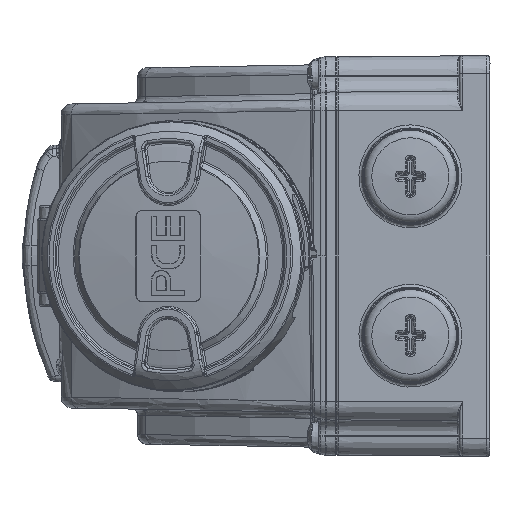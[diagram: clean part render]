
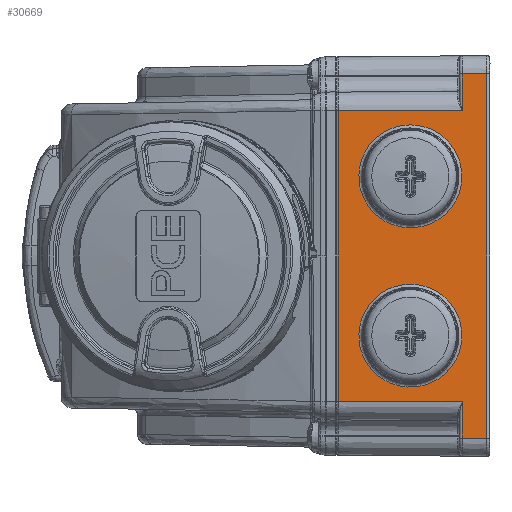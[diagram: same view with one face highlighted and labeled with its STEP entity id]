
A CAD part, left-side view. The second image highlights one B-rep face of the part: STEP entity #30669.
In plain terms, the highlighted planar face has unit normal (-1, 0.009, 0).
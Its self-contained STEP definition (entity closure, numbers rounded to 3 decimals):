
#175 = DIRECTION ( 'NONE',  ( -0.009, -1., 0. ) ) ;
#3049 = EDGE_CURVE ( 'NONE', #47432, #98634, #55041, .T. ) ;
#3992 = LINE ( 'NONE', #55326, #65549 ) ;
#6002 = VECTOR ( 'NONE', #175, 1000. ) ;
#8955 = ORIENTED_EDGE ( 'NONE', *, *, #85889, .T. ) ;
#10689 = ORIENTED_EDGE ( 'NONE', *, *, #106274, .T. ) ;
#11016 = DIRECTION ( 'NONE',  ( 0.009, 1., 0. ) ) ;
#11346 = EDGE_LOOP ( 'NONE', ( #80264, #105596, #10689, #48392, #108783, #109656, #8955, #129547 ) ) ;
#12226 = VECTOR ( 'NONE', #25826, 1000. ) ;
#13041 = EDGE_CURVE ( 'NONE', #34439, #124156, #94791, .T. ) ;
#15858 = CARTESIAN_POINT ( 'NONE',  ( -170.358, -41.926, -47.5 ) ) ;
#18865 = EDGE_LOOP ( 'NONE', ( #136673 ) ) ;
#21110 = EDGE_LOOP ( 'NONE', ( #74904 ) ) ;
#24301 = VECTOR ( 'NONE', #129168, 1000. ) ;
#25826 = DIRECTION ( 'NONE',  ( 0., 0., -1. ) ) ;
#29714 = CARTESIAN_POINT ( 'NONE',  ( -170.428, -49.926, -59.436 ) ) ;
#30435 = CARTESIAN_POINT ( 'NONE',  ( -170.358, -41.926, 47.5 ) ) ;
#30669 = ADVANCED_FACE ( 'NONE', ( #98276, #87447, #56592 ), #33759, .T. ) ;
#33759 = PLANE ( 'NONE',  #64863 ) ;
#34439 = VERTEX_POINT ( 'NONE', #140029 ) ;
#36435 = EDGE_CURVE ( 'NONE', #47437, #47437, #100985, .T. ) ;
#38035 = DIRECTION ( 'NONE',  ( 0., 0., 1. ) ) ;
#41435 =( BOUNDED_CURVE ( )  B_SPLINE_CURVE ( 3, ( #93905, #117167, #47775, #128813, #59389, #140547, #71086 ),
 .UNSPECIFIED., .T., .F. ) 
 B_SPLINE_CURVE_WITH_KNOTS ( ( 4, 3, 4 ),
 ( 0., 3.142, 6.283 ),
 .UNSPECIFIED. ) 
 CURVE ( )  GEOMETRIC_REPRESENTATION_ITEM ( )  RATIONAL_B_SPLINE_CURVE ( ( 1., 0.333, 0.333, 1., 0.333, 0.333, 1. ) ) 
 REPRESENTATION_ITEM ( '' )  );
#41515 = LINE ( 'NONE', #107385, #48821 ) ;
#41995 = CARTESIAN_POINT ( 'NONE',  ( -170.356, -41.743, -26. ) ) ;
#42072 = DIRECTION ( 'NONE',  ( 0., 0., -1. ) ) ;
#43736 = CARTESIAN_POINT ( 'NONE',  ( -170.358, -41.926, 47.5 ) ) ;
#47432 = VERTEX_POINT ( 'NONE', #119556 ) ;
#47437 = VERTEX_POINT ( 'NONE', #94041 ) ;
#47775 = CARTESIAN_POINT ( 'NONE',  ( -170.063, -8.143, -7.6 ) ) ;
#48392 = ORIENTED_EDGE ( 'NONE', *, *, #3049, .T. ) ;
#48821 = VECTOR ( 'NONE', #38035, 1000. ) ;
#53637 = CARTESIAN_POINT ( 'NONE',  ( -170.063, -8.143, -59.6 ) ) ;
#55041 = LINE ( 'NONE', #94249, #24301 ) ;
#55326 = CARTESIAN_POINT ( 'NONE',  ( -170., -0.934, -47.5 ) ) ;
#56592 = FACE_OUTER_BOUND ( 'NONE', #11346, .T. ) ;
#59389 = CARTESIAN_POINT ( 'NONE',  ( -170.063, -8.143, 59.6 ) ) ;
#62468 = LINE ( 'NONE', #137492, #124052 ) ;
#64863 = AXIS2_PLACEMENT_3D ( 'NONE', #68718, #80401, #11016 ) ;
#65301 = CARTESIAN_POINT ( 'NONE',  ( -170.063, -8.143, 7.6 ) ) ;
#65549 = VECTOR ( 'NONE', #136427, 1000. ) ;
#66077 = CARTESIAN_POINT ( 'NONE',  ( -170.004, -1.43, -47.5 ) ) ;
#66208 = VERTEX_POINT ( 'NONE', #15858 ) ;
#68105 = DIRECTION ( 'NONE',  ( 0.009, 1., 0. ) ) ;
#68718 = CARTESIAN_POINT ( 'NONE',  ( -170., -0.934, 47.5 ) ) ;
#71086 = CARTESIAN_POINT ( 'NONE',  ( -170.356, -41.743, 26. ) ) ;
#71727 = CARTESIAN_POINT ( 'NONE',  ( -170.356, -41.743, 26. ) ) ;
#74904 = ORIENTED_EDGE ( 'NONE', *, *, #36435, .T. ) ;
#76949 = CARTESIAN_POINT ( 'NONE',  ( -170.356, -41.743, -26. ) ) ;
#80264 = ORIENTED_EDGE ( 'NONE', *, *, #127335, .T. ) ;
#80401 = DIRECTION ( 'NONE',  ( -1., 0.009, 0. ) ) ;
#82643 = VERTEX_POINT ( 'NONE', #66077 ) ;
#85678 = CARTESIAN_POINT ( 'NONE',  ( -170.004, -1.43, 47.5 ) ) ;
#85889 = EDGE_CURVE ( 'NONE', #34439, #119048, #126081, .T. ) ;
#87042 = EDGE_CURVE ( 'NONE', #119048, #90197, #62468, .T. ) ;
#87447 = FACE_BOUND ( 'NONE', #18865, .T. ) ;
#88423 = EDGE_CURVE ( 'NONE', #121680, #121680, #41435, .T. ) ;
#90197 = VERTEX_POINT ( 'NONE', #85678 ) ;
#93249 = EDGE_CURVE ( 'NONE', #98634, #124156, #41515, .T. ) ;
#93905 = CARTESIAN_POINT ( 'NONE',  ( -170.356, -41.743, 26. ) ) ;
#94041 = CARTESIAN_POINT ( 'NONE',  ( -170.356, -41.743, -26. ) ) ;
#94249 = CARTESIAN_POINT ( 'NONE',  ( -170.436, -50.934, -59.436 ) ) ;
#94791 = LINE ( 'NONE', #138918, #6002 ) ;
#95186 = CARTESIAN_POINT ( 'NONE',  ( -170.004, -1.43, -47.5 ) ) ;
#98276 = FACE_BOUND ( 'NONE', #21110, .T. ) ;
#98634 = VERTEX_POINT ( 'NONE', #29714 ) ;
#100975 = CARTESIAN_POINT ( 'NONE',  ( -170.358, -41.926, -59.436 ) ) ;
#100985 =( BOUNDED_CURVE ( )  B_SPLINE_CURVE ( 3, ( #41995, #123022, #53637, #134738, #65301, #146419, #76949 ),
 .UNSPECIFIED., .T., .F. ) 
 B_SPLINE_CURVE_WITH_KNOTS ( ( 4, 3, 4 ),
 ( 0., 3.142, 6.283 ),
 .UNSPECIFIED. ) 
 CURVE ( )  GEOMETRIC_REPRESENTATION_ITEM ( )  RATIONAL_B_SPLINE_CURVE ( ( 1., 0.333, 0.333, 1., 0.333, 0.333, 1. ) ) 
 REPRESENTATION_ITEM ( '' )  );
#105596 = ORIENTED_EDGE ( 'NONE', *, *, #133807, .F. ) ;
#106274 = EDGE_CURVE ( 'NONE', #66208, #47432, #118862, .T. ) ;
#107385 = CARTESIAN_POINT ( 'NONE',  ( -170.428, -49.926, 47.5 ) ) ;
#108783 = ORIENTED_EDGE ( 'NONE', *, *, #93249, .T. ) ;
#109656 = ORIENTED_EDGE ( 'NONE', *, *, #13041, .F. ) ;
#111200 = CARTESIAN_POINT ( 'NONE',  ( -170.428, -49.926, 59.436 ) ) ;
#115166 = VECTOR ( 'NONE', #147758, 1000. ) ;
#117167 = CARTESIAN_POINT ( 'NONE',  ( -170.356, -41.743, -7.6 ) ) ;
#118862 = LINE ( 'NONE', #100975, #115166 ) ;
#119048 = VERTEX_POINT ( 'NONE', #43736 ) ;
#119556 = CARTESIAN_POINT ( 'NONE',  ( -170.358, -41.926, -59.436 ) ) ;
#121680 = VERTEX_POINT ( 'NONE', #71727 ) ;
#122466 = VECTOR ( 'NONE', #42072, 1000. ) ;
#123022 = CARTESIAN_POINT ( 'NONE',  ( -170.356, -41.743, -59.6 ) ) ;
#124052 = VECTOR ( 'NONE', #68105, 1000. ) ;
#124156 = VERTEX_POINT ( 'NONE', #111200 ) ;
#126081 = LINE ( 'NONE', #30435, #122466 ) ;
#127335 = EDGE_CURVE ( 'NONE', #90197, #82643, #135449, .T. ) ;
#128813 = CARTESIAN_POINT ( 'NONE',  ( -170.063, -8.143, 26. ) ) ;
#129168 = DIRECTION ( 'NONE',  ( -0.009, -1., 0. ) ) ;
#129547 = ORIENTED_EDGE ( 'NONE', *, *, #87042, .T. ) ;
#133807 = EDGE_CURVE ( 'NONE', #66208, #82643, #3992, .T. ) ;
#134738 = CARTESIAN_POINT ( 'NONE',  ( -170.063, -8.143, -26. ) ) ;
#135449 = LINE ( 'NONE', #95186, #12226 ) ;
#136427 = DIRECTION ( 'NONE',  ( 0.009, 1., 0. ) ) ;
#136673 = ORIENTED_EDGE ( 'NONE', *, *, #88423, .T. ) ;
#137492 = CARTESIAN_POINT ( 'NONE',  ( -170., -0.934, 47.5 ) ) ;
#138918 = CARTESIAN_POINT ( 'NONE',  ( -170.436, -50.934, 59.436 ) ) ;
#140029 = CARTESIAN_POINT ( 'NONE',  ( -170.358, -41.926, 59.436 ) ) ;
#140547 = CARTESIAN_POINT ( 'NONE',  ( -170.356, -41.743, 59.6 ) ) ;
#146419 = CARTESIAN_POINT ( 'NONE',  ( -170.356, -41.743, 7.6 ) ) ;
#147758 = DIRECTION ( 'NONE',  ( 0., 0., -1. ) ) ;
